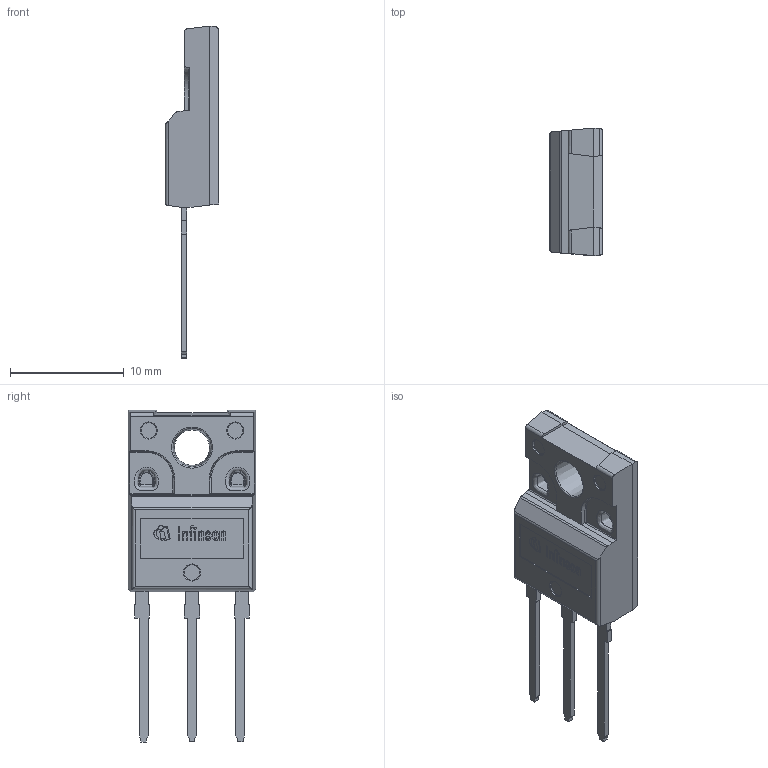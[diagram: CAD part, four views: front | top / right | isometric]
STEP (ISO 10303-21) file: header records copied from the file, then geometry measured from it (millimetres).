
FILE_DESCRIPTION(/* description */ (''),/* implementation_level */ '2;1');
FILE_NAME(/* name */ 'PG-TO220-3-322_Z8B00215633_V05_3D.stp',/* time_stamp */ '2022-08-17T22:18:11+06:00',/* author */ ('janartha'),/* organization */ (''),/* preprocessor_version */ 'ST-DEVELOPER v16.13',/* originating_system */ 'AutoCAD Mechanical',/* authorisation */ '');
FILE_SCHEMA (('AUTOMOTIVE_DESIGN { 1 0 10303 214 3 1 1 }'));
Length unit declared in the file: millimetre
Products named in the file (1): Product
Bounding box: 4.7 x 11.2 x 29.15 mm (x, y, z)
Volume: 630.5 mm3; surface area: 821.5 mm2
Topology: 17 solids, 17 shells, 246 faces, 598 edges, 395 vertices
Faces by surface type: plane 191, bspline 28, cylinder 19, torus 7, cone 1
Full cylindrical faces by diameter (mm): 0.199 x1, 0.409 x1, 1.2 x1, 1.5 x5
Entity records: 13097 total; most frequent: CARTESIAN_POINT 7502, ORIENTED_EDGE 1164, DIRECTION 1035, EDGE_CURVE 582, LINE 471, VECTOR 471, VERTEX_POINT 395, AXIS2_PLACEMENT_3D 282
